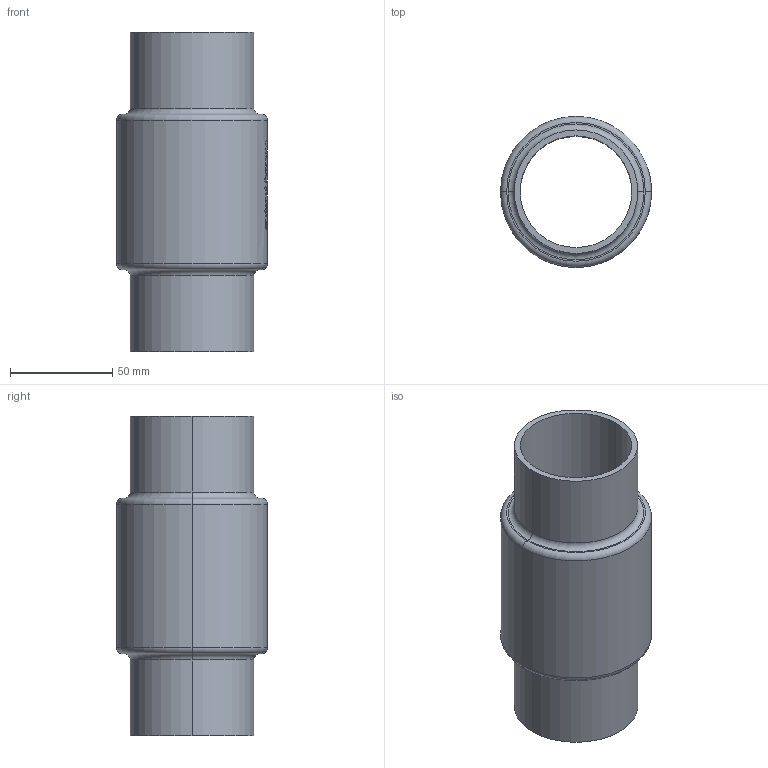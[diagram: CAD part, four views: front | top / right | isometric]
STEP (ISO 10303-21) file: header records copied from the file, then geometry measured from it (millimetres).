
FILE_DESCRIPTION (( 'STEP AP214' ), '1' );
FILE_NAME ('7110000_DN050_ PN16_51420169.STEP', '2022-03-04T07:11:54', ( 'axxx' ), ( 'Hewlett-Packard Company' ), 'SwSTEP 2.0', 'SolidWorks 2019', '' );
FILE_SCHEMA (( 'AUTOMOTIVE_DESIGN' ));
Length unit declared in the file: millimetre
Products named in the file (1): 7110000_DN050_ PN16_51420169
Bounding box: 73.7 x 73.7 x 156 mm (x, y, z)
Volume: 188023.7 mm3; surface area: 65359.2 mm2
Topology: 1 solids, 1 shells, 510 faces, 1372 edges, 912 vertices
Faces by surface type: plane 244, bspline 219, cylinder 39, torus 8
Entity records: 28384 total; most frequent: CARTESIAN_POINT 17187, ORIENTED_EDGE 2744, DIRECTION 1537, EDGE_CURVE 1372, VERTEX_POINT 912, VECTOR 739, LINE 739, EDGE_LOOP 560
